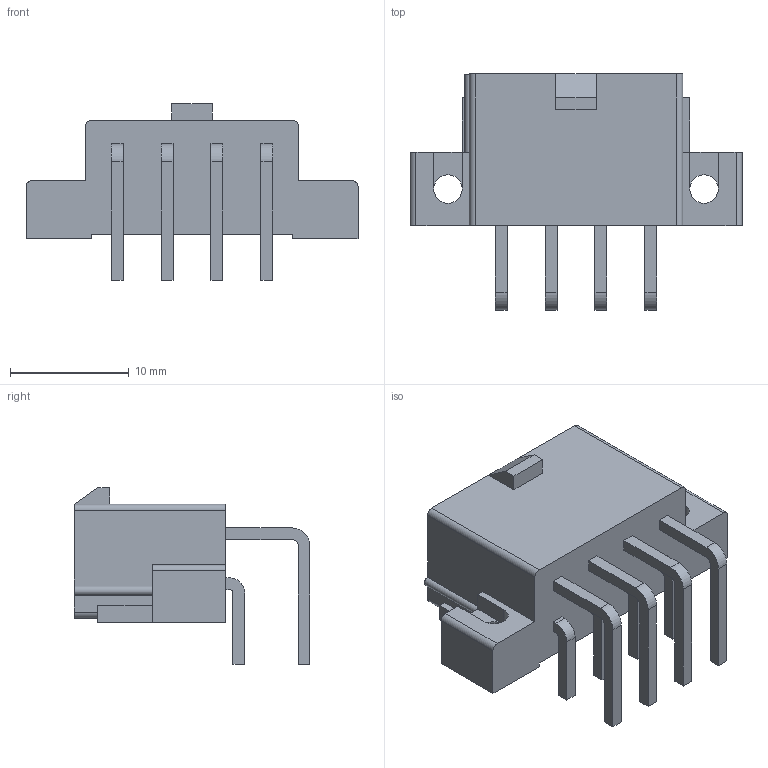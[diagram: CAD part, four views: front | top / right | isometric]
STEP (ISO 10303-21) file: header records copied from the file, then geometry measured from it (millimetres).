
FILE_DESCRIPTION((''),'2;1');
FILE_NAME('MOLEX_39-29-1087.stp','2013-11-19T12:48:36',(''),(''),'Mechanical Desktop 2011','Mechanical Desktop 2011',', , ');
FILE_SCHEMA(('AUTOMOTIVE_DESIGN { 1 2 10303 214 1 1 1 1 }'));
Length unit declared in the file: millimetre
Products named in the file (1): Product
Bounding box: 28 x 19.9 x 14.9 mm (x, y, z)
Volume: 1561.1 mm3; surface area: 2954.4 mm2
Topology: 17 solids, 17 shells, 225 faces, 549 edges, 362 vertices
Faces by surface type: plane 198, cylinder 27
Entity records: 6545 total; most frequent: CARTESIAN_POINT 1137, ORIENTED_EDGE 1098, DIRECTION 1055, EDGE_CURVE 549, VECTOR 495, LINE 495, VERTEX_POINT 362, AXIS2_PLACEMENT_3D 280
